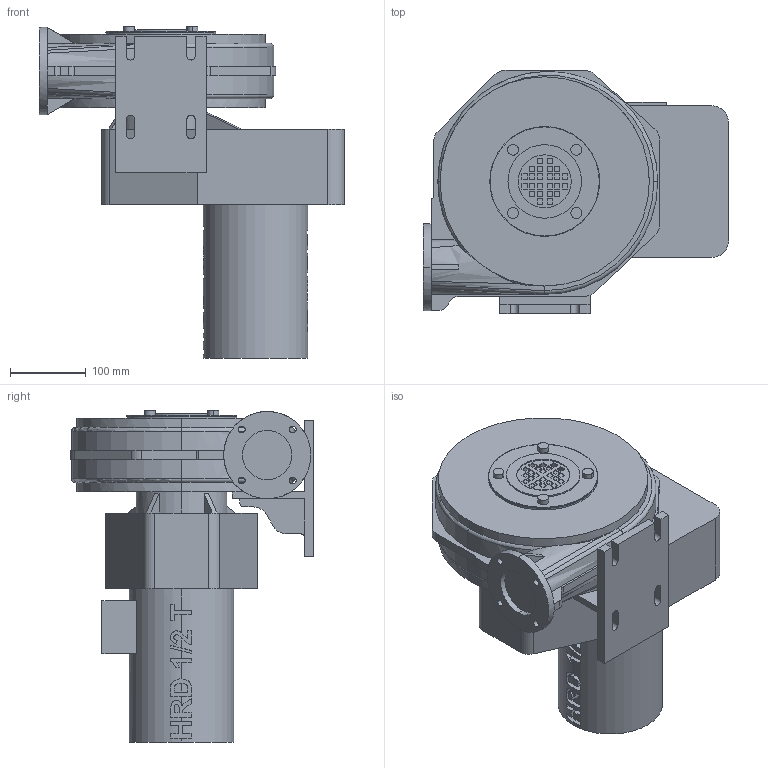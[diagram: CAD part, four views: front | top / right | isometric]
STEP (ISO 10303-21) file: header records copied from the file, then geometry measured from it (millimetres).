
FILE_DESCRIPTION((''),'2;1');
FILE_NAME('TB-1329B-A03.stp','2006-01-18T11:28:33',('Kraft'),(''),'Autodesk Inventor 7','Autodesk Inventor 7','');
FILE_SCHEMA(('AUTOMOTIVE_DESIGN { 1 0 10303 214 1 1 1 1 }'));
Length unit declared in the file: millimetre
Products named in the file (1): TB-1329B
Bounding box: 402.5 x 320.5 x 437.9 mm (x, y, z)
Volume: 16346978.3 mm3; surface area: 667659.4 mm2
Topology: 1 solids, 9 shells, 528 faces, 1459 edges, 956 vertices
Faces by surface type: plane 267, bspline 178, cylinder 71, torus 8, cone 4
Entity records: 18361 total; most frequent: CARTESIAN_POINT 5454, ORIENTED_EDGE 2886, DIRECTION 2288, EDGE_CURVE 1443, VERTEX_POINT 956, VECTOR 946, LINE 946, AXIS2_PLACEMENT_3D 671
